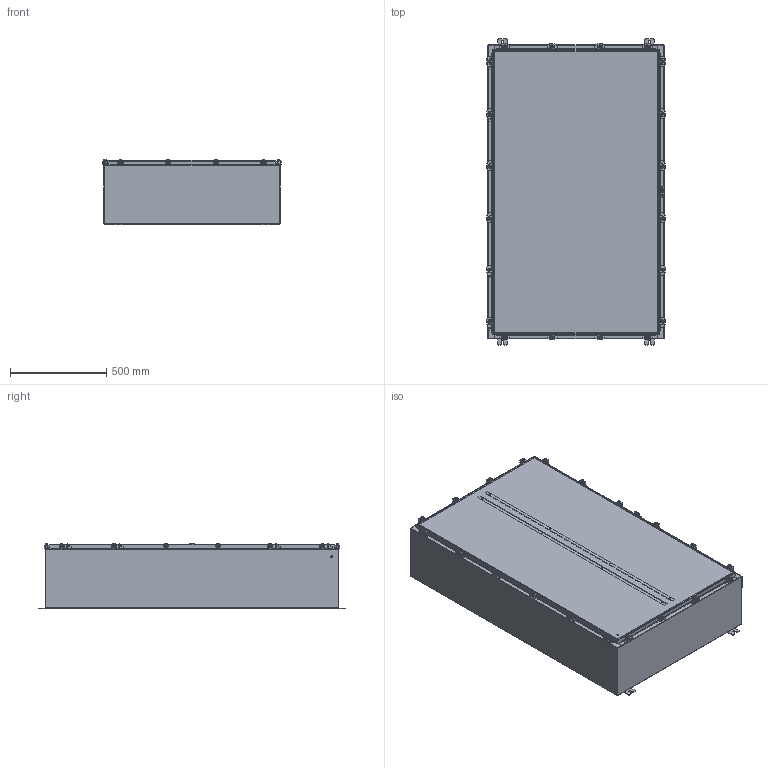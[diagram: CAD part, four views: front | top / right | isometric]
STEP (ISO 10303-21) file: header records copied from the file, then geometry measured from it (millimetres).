
FILE_DESCRIPTION (( 'STEP AP203' ), '1' );
FILE_NAME ('EX60H3612SS6WP.STEP', '2015-04-07T13:26:24', ( 'changeme' ), ( 'Microsoft' ), 'SwSTEP 2.0', 'SolidWorks 2014', '' );
FILE_SCHEMA (( 'CONFIG_CONTROL_DESIGN' ));
Length unit declared in the file: inch
Products named in the file (27): 22101002_RTP29; EX60H3612SS6WP Backpanel; EX60H3612SS6WP Special Clamp; EX60H3612SS6WP Bottom; 22104005_DEFAULT_RTP30; EX60H3612SS6WP Mounting Studs; ATEX CLAMP HINGE BRAKET; EX60H3612SS6WP Top; Quarter-20 CD Stud; HW-CLN-NH-20330; 10_30 CD Stud; EX60H3612SS6WP Door Stiffener; EX60H3612SS6WP; 30X10 Clamp Bracket2; Clamp Top_RTP31; EX60H3612SS6WP Padlock Staple; N-WMT04X30402202210-00 22101002; EX60H3612SS6WP Clamp Assembly; EX60H3612SS6WP Padlock Hasp; N-WMT04X30402202210-00 22104005_DEFAULT; EX60H3612SS6WP Standard Clamps; EX60H3612SS6WP Enclosure Stiffener; N-WMT04X30402202210-00 Clamp Top; EX60H3612SS6WP Cover; EX60H3612SS6WP Clamp Bracket; Special Clamp Assembly; EX60H3612SS6WP Body
Assembly tree (68 placements, depth 4):
  EX60H3612SS6WP
    EX60H3612SS6WP Backpanel
    EX60H3612SS6WP Mounting Studs  x8
    Quarter-20 CD Stud  x2
    EX60H3612SS6WP Door Stiffener
    EX60H3612SS6WP Padlock Staple
    EX60H3612SS6WP Padlock Hasp
    EX60H3612SS6WP Enclosure Stiffener  x2
    EX60H3612SS6WP Standard Clamps  x16
      EX60H3612SS6WP Clamp Bracket
      EX60H3612SS6WP Clamp Assembly
        22101002_RTP29  x2
        22104005_DEFAULT_RTP30
        Clamp Top_RTP31
    EX60H3612SS6WP Cover
    EX60H3612SS6WP Body
    EX60H3612SS6WP Bottom
    EX60H3612SS6WP Top
    10_30 CD Stud  x8
    EX60H3612SS6WP Special Clamp  x4
      30X10 Clamp Bracket2
      Special Clamp Assembly
        N-WMT04X30402202210-00 22101002  x2
        N-WMT04X30402202210-00 22104005_DEFAULT
        N-WMT04X30402202210-00 Clamp Top
    ATEX CLAMP HINGE BRAKET  x4
    HW-CLN-NH-20330  x4
Bounding box: 925.1 x 1587.5 x 341.7 mm (x, y, z)
Volume: 12991622.7 mm3; surface area: 12699239.4 mm2
Topology: 140 solids, 140 shells, 3424 faces, 8370 edges, 5296 vertices
Faces by surface type: plane 1773, cylinder 1319, cone 180, torus 120, bspline 32
Entity records: 27440 total; most frequent: CARTESIAN_POINT 4865, DIRECTION 4035, ORIENTED_EDGE 3702, EDGE_CURVE 1851, AXIS2_PLACEMENT_3D 1414, LINE 1207, VECTOR 1207, VERTEX_POINT 1120
